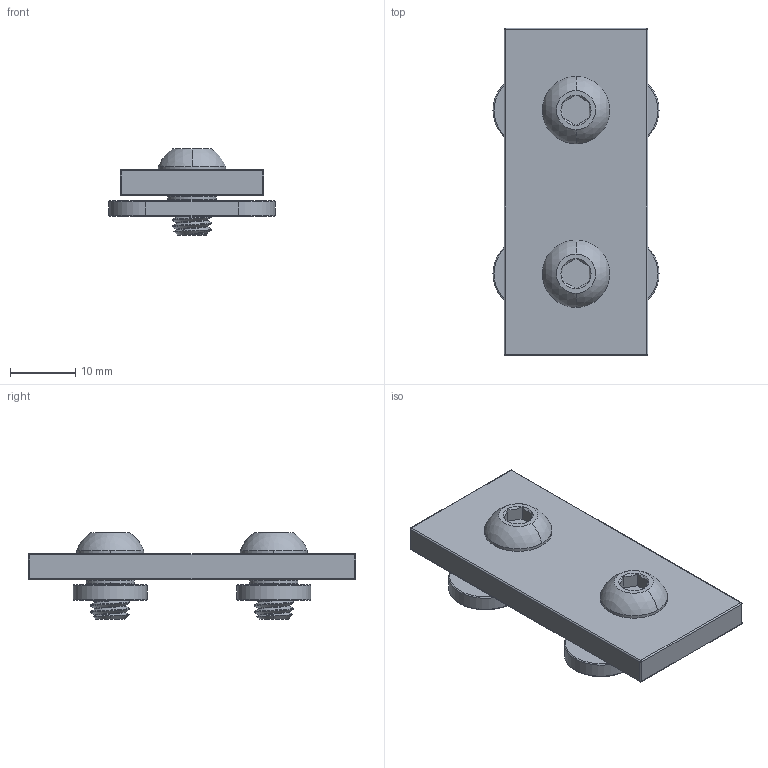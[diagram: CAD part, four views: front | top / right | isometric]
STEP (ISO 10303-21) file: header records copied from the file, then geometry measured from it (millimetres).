
FILE_DESCRIPTION (( 'STEP AP203' ), '1' );
FILE_NAME ('4844N136_T-Slotted Framing Structural Bracket.STEP', '2024-06-14T15:41:31', ( 'Administrator' ), ( 'Managed by Terraform' ), 'SwSTEP 2.0', 'SolidWorks 2017', '' );
FILE_SCHEMA (( 'CONFIG_CONTROL_DESIGN' ));
Length unit declared in the file: millimetre
Products named in the file (1): 4844N136_T-Slotted Framing Structural Bracket
Bounding box: 25.4 x 50 x 13.15 mm (x, y, z)
Volume: 6080.5 mm3; surface area: 5239.9 mm2
Topology: 5 solids, 5 shells, 216 faces, 518 edges, 310 vertices
Faces by surface type: cylinder 92, cone 36, plane 36, torus 28, sphere 12, bspline 12
Entity records: 12295 total; most frequent: CARTESIAN_POINT 7631, ORIENTED_EDGE 1020, DIRECTION 920, EDGE_CURVE 510, AXIS2_PLACEMENT_3D 381, VERTEX_POINT 310, EDGE_LOOP 230, FACE_OUTER_BOUND 216
